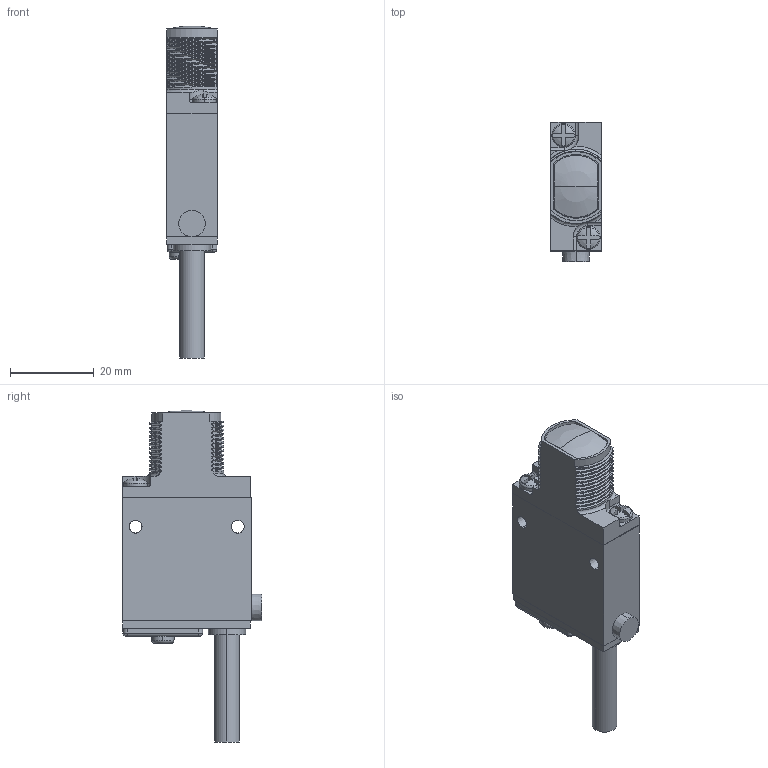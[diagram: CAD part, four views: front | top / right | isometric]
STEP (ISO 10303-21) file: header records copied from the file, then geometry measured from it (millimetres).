
FILE_DESCRIPTION((''),'2;1');
FILE_NAME('154461_SM01_ASM','2025-09-12T11:46:38',('banengservice'),('BANNER ENGINEERING'),'CREO PARAMETRIC BY PTC INC, 2022414','CREO PARAMETRIC BY PTC INC, 2022414','');
FILE_SCHEMA(('CONFIG_CONTROL_DESIGN'));
Products named in the file (3): 154461_EP01; 09460_WEB; 154461_SM01_ASM
Assembly tree (2 placements, depth 2):
  154461_SM01_ASM
    154461_EP01
    09460_WEB
Bounding box: 12.09 x 33.32 x 79.31 mm (x, y, z)
Volume: 17785.6 mm3; surface area: 6438.8 mm2
Topology: 2 solids, 2 shells, 268 faces, 722 edges, 468 vertices
Faces by surface type: bspline 84, plane 76, cylinder 70, cone 16, torus 12, sphere 10
Entity records: 12934 total; most frequent: CARTESIAN_POINT 6693, ORIENTED_EDGE 1440, DIRECTION 1040, EDGE_CURVE 720, VERTEX_POINT 468, AXIS2_PLACEMENT_3D 369, VECTOR 302, LINE 302
